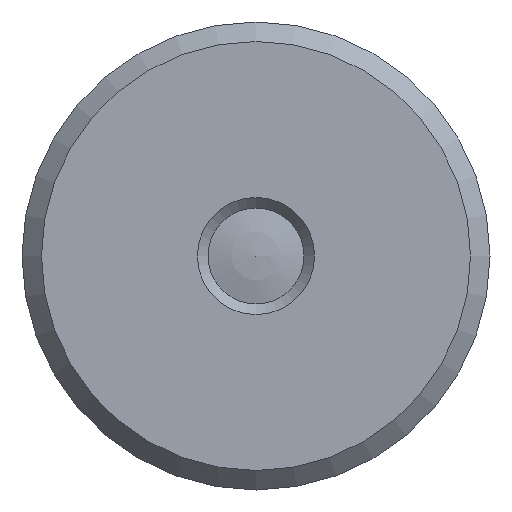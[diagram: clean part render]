
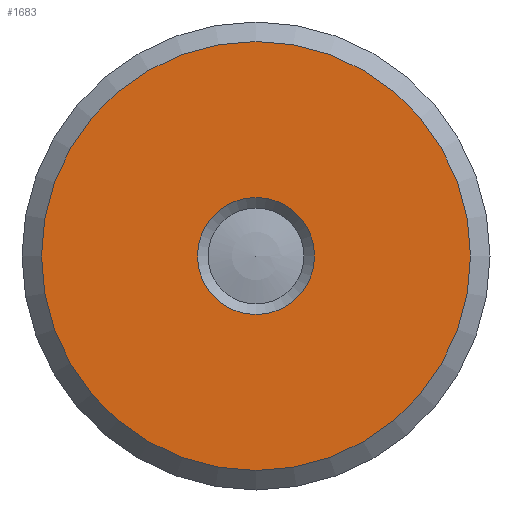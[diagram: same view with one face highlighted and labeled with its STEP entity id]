
A CAD part, front view. The second image highlights one B-rep face of the part: STEP entity #1683.
In plain terms, the highlighted planar face has unit normal (0, -1, 0).
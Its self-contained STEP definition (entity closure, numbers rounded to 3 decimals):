
#1683 = ADVANCED_FACE( '', ( #3616, #3617 ), #3618, .F. );
#3616 = FACE_BOUND( '', #5795, .T. );
#3617 = FACE_OUTER_BOUND( '', #5796, .T. );
#3618 = PLANE( '', #5797 );
#5795 = EDGE_LOOP( '', ( #10017 ) );
#5796 = EDGE_LOOP( '', ( #10018 ) );
#5797 = AXIS2_PLACEMENT_3D( '', #10019, #10020, #10021 );
#10017 = ORIENTED_EDGE( '', *, *, #13319, .F. );
#10018 = ORIENTED_EDGE( '', *, *, #13320, .T. );
#10019 = CARTESIAN_POINT( '', ( 5.5, 0., 0. ) );
#10020 = DIRECTION( '', ( 0., 1., 0. ) );
#10021 = DIRECTION( '', ( 0., 0., 1. ) );
#13319 = EDGE_CURVE( '', #15677, #15677, #15678, .T. );
#13320 = EDGE_CURVE( '', #15679, #15679, #15680, .T. );
#15677 = VERTEX_POINT( '', #18941 );
#15678 = CIRCLE( '', #18942, 1.5 );
#15679 = VERTEX_POINT( '', #18943 );
#15680 = CIRCLE( '', #18944, 5.5 );
#18941 = CARTESIAN_POINT( '', ( 0., 0., -1.5 ) );
#18942 = AXIS2_PLACEMENT_3D( '', #20798, #20799, #20800 );
#18943 = CARTESIAN_POINT( '', ( 0., 0., -5.5 ) );
#18944 = AXIS2_PLACEMENT_3D( '', #20801, #20802, #20803 );
#20798 = CARTESIAN_POINT( '', ( 0., 0., 0. ) );
#20799 = DIRECTION( '', ( 0., -1., 0. ) );
#20800 = DIRECTION( '', ( 0., 0., -1. ) );
#20801 = CARTESIAN_POINT( '', ( 0., 0., 0. ) );
#20802 = DIRECTION( '', ( 0., -1., 0. ) );
#20803 = DIRECTION( '', ( 0., 0., -1. ) );
